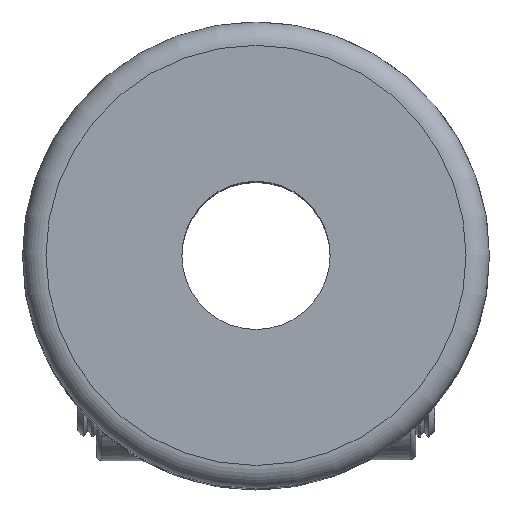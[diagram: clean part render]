
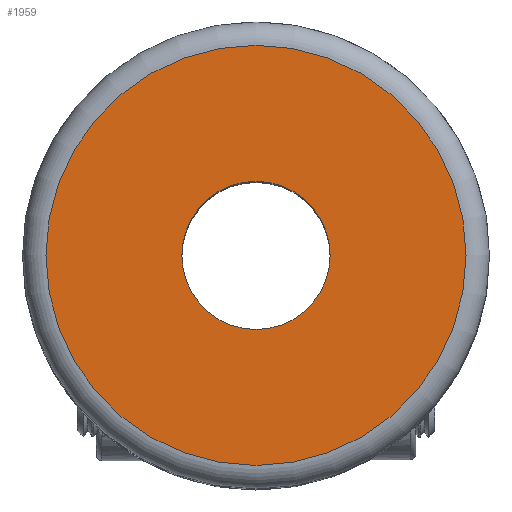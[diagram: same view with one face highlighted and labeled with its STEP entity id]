
A CAD part, top view. The second image highlights one B-rep face of the part: STEP entity #1959.
In plain terms, the highlighted planar face has unit normal (0, 0, 1).
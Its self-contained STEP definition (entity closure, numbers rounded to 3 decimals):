
#126=FACE_BOUND('',#390,.T.);
#148=PLANE('',#2259);
#259=FACE_OUTER_BOUND('',#389,.T.);
#389=EDGE_LOOP('',(#1763));
#390=EDGE_LOOP('',(#1764));
#656=CIRCLE('',#2181,9.);
#670=CIRCLE('',#2205,3.175);
#835=VERTEX_POINT('',#3512);
#857=VERTEX_POINT('',#3629);
#1099=EDGE_CURVE('',#835,#835,#656,.T.);
#1125=EDGE_CURVE('',#857,#857,#670,.T.);
#1763=ORIENTED_EDGE('',*,*,#1099,.T.);
#1764=ORIENTED_EDGE('',*,*,#1125,.F.);
#1959=ADVANCED_FACE('',(#259,#126),#148,.F.);
#2181=AXIS2_PLACEMENT_3D('',#3514,#2716,#2717);
#2205=AXIS2_PLACEMENT_3D('',#3631,#2765,#2766);
#2259=AXIS2_PLACEMENT_3D('',#3893,#2889,#2890);
#2716=DIRECTION('center_axis',(0.,0.,1.));
#2717=DIRECTION('ref_axis',(-1.,0.,0.));
#2765=DIRECTION('center_axis',(0.,0.,1.));
#2766=DIRECTION('ref_axis',(1.,0.,0.));
#2889=DIRECTION('center_axis',(0.,0.,-1.));
#2890=DIRECTION('ref_axis',(-1.,0.,0.));
#3512=CARTESIAN_POINT('',(9.,0.,30.));
#3514=CARTESIAN_POINT('Origin',(0.,0.,
30.));
#3629=CARTESIAN_POINT('',(-3.175,0.,30.));
#3631=CARTESIAN_POINT('Origin',(0.,0.,30.));
#3893=CARTESIAN_POINT('Origin',(0.,0.,
30.));
